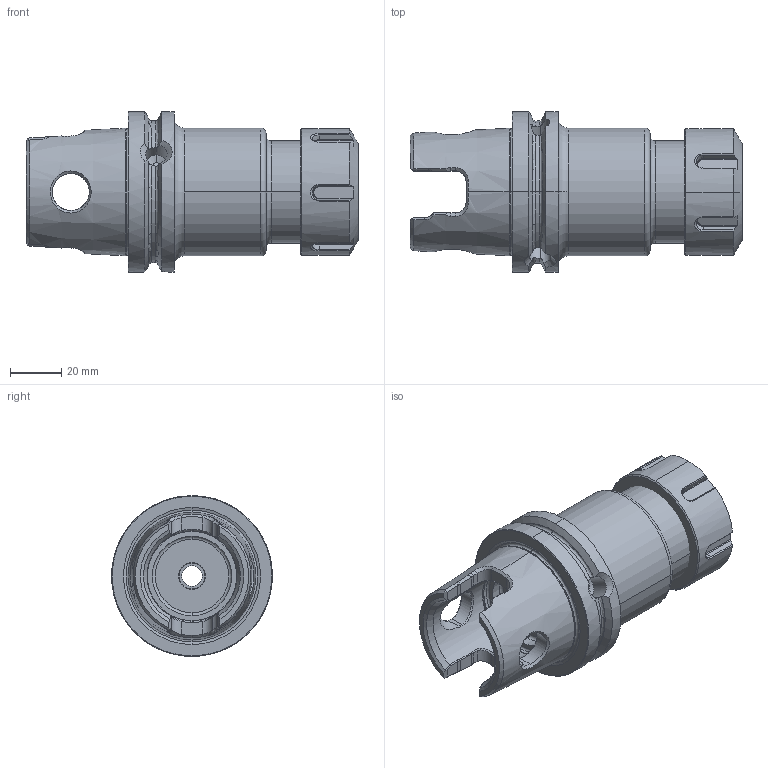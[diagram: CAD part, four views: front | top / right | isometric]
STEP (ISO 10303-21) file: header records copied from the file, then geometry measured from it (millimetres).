
FILE_DESCRIPTION (( 'STEP AP203' ), '1' );
FILE_NAME ('KY6.E32.K01.090.STEP', '2018-02-16T13:16:22', ( 'SWIAdmin' ), ( 'Hewlett-Packard Company' ), 'SwSTEP 2.0', 'SolidWorks 2017', '' );
FILE_SCHEMA (( 'CONFIG_CONTROL_DESIGN' ));
Length unit declared in the file: millimetre
Products named in the file (3): KY6.E32.K01.090; KY6-E32.K01.090_C; E32-ER1.001.022
Assembly tree (2 placements, depth 2):
  KY6.E32.K01.090
    KY6-E32.K01.090_C
    E32-ER1.001.022
Bounding box: 129.95 x 62.95 x 62.95 mm (x, y, z)
Volume: 166015.5 mm3; surface area: 41006.2 mm2
Topology: 2 solids, 2 shells, 324 faces, 813 edges, 500 vertices
Faces by surface type: plane 100, cone 72, cylinder 68, bspline 50, torus 34
Entity records: 13028 total; most frequent: CARTESIAN_POINT 5625, ORIENTED_EDGE 1626, DIRECTION 1271, EDGE_CURVE 813, AXIS2_PLACEMENT_3D 514, VERTEX_POINT 500, EDGE_LOOP 339, B_SPLINE_CURVE_WITH_KNOTS 335
